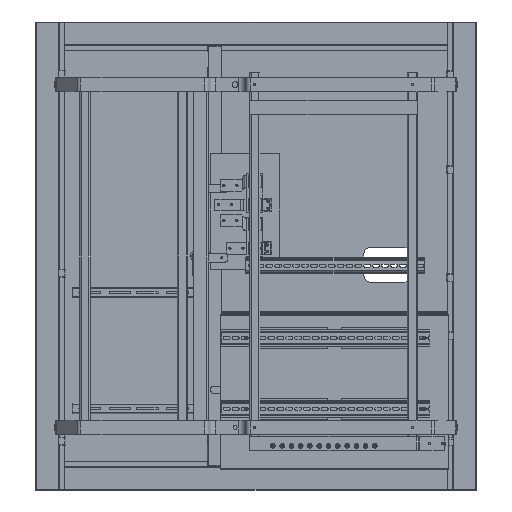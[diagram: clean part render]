
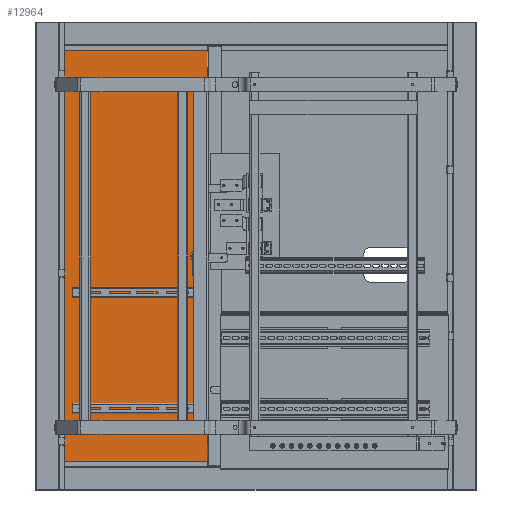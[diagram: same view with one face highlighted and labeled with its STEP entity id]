
A CAD part, left-side view. The second image highlights one B-rep face of the part: STEP entity #12964.
In plain terms, the highlighted face is planar.
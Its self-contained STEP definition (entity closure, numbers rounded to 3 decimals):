
#365 = LINE ( 'NONE', #5207, #37952 ) ;
#3050 = EDGE_CURVE ( 'NONE', #18569, #38518, #53274, .T. ) ;
#3493 = CARTESIAN_POINT ( 'NONE',  ( -139., 455.149, -1. ) ) ;
#3921 = CARTESIAN_POINT ( 'NONE',  ( -122., 455.149, -1. ) ) ;
#4378 = EDGE_LOOP ( 'NONE', ( #13118, #24498, #11010, #61835 ) ) ;
#5207 = CARTESIAN_POINT ( 'NONE',  ( -139., 455.149, -1. ) ) ;
#7365 = ORIENTED_EDGE ( 'NONE', *, *, #33556, .F. ) ;
#9208 = EDGE_CURVE ( 'NONE', #38518, #19852, #9246, .T. ) ;
#9246 = LINE ( 'NONE', #30334, #50520 ) ;
#11010 = ORIENTED_EDGE ( 'NONE', *, *, #9208, .T. ) ;
#12611 = DIRECTION ( 'NONE',  ( 0., 0., 1. ) ) ;
#12964 = ADVANCED_FACE ( 'NONE', ( #13917, #39870 ), #60920, .F. ) ;
#13118 = ORIENTED_EDGE ( 'NONE', *, *, #32682, .T. ) ;
#13570 = DIRECTION ( 'NONE',  ( 0., 0., 1. ) ) ;
#13742 = VECTOR ( 'NONE', #21498, 1000. ) ;
#13917 = FACE_BOUND ( 'NONE', #4378, .T. ) ;
#14584 = CARTESIAN_POINT ( 'NONE',  ( 0., 0., -1. ) ) ;
#14925 = CARTESIAN_POINT ( 'NONE',  ( -161.7, 2.3, -1. ) ) ;
#14968 = DIRECTION ( 'NONE',  ( 1., 0., 0. ) ) ;
#16410 = ORIENTED_EDGE ( 'NONE', *, *, #55190, .F. ) ;
#16674 = VECTOR ( 'NONE', #50830, 1000. ) ;
#17036 = VERTEX_POINT ( 'NONE', #14925 ) ;
#18509 = CARTESIAN_POINT ( 'NONE',  ( 161.7, 2.3, -1. ) ) ;
#18569 = VERTEX_POINT ( 'NONE', #60611 ) ;
#19704 = CARTESIAN_POINT ( 'NONE',  ( 164., 900.7, -1. ) ) ;
#19852 = VERTEX_POINT ( 'NONE', #3921 ) ;
#21498 = DIRECTION ( 'NONE',  ( 1., 0., 0. ) ) ;
#21745 = DIRECTION ( 'NONE',  ( 0., -1., 0. ) ) ;
#24498 = ORIENTED_EDGE ( 'NONE', *, *, #3050, .T. ) ;
#25056 = CARTESIAN_POINT ( 'NONE',  ( -122., 447.851, -1. ) ) ;
#25933 = CIRCLE ( 'NONE', #57987, 9.25 ) ;
#26025 = DIRECTION ( 'NONE',  ( 0., 0., 1. ) ) ;
#28769 = ORIENTED_EDGE ( 'NONE', *, *, #52521, .F. ) ;
#29760 = LINE ( 'NONE', #19704, #16674 ) ;
#29887 = VECTOR ( 'NONE', #41404, 1000. ) ;
#30225 = VERTEX_POINT ( 'NONE', #51684 ) ;
#30334 = CARTESIAN_POINT ( 'NONE',  ( -122., 455.149, -1. ) ) ;
#31135 = VERTEX_POINT ( 'NONE', #3493 ) ;
#31514 = CARTESIAN_POINT ( 'NONE',  ( 161.7, 2.3, -1. ) ) ;
#31620 = ORIENTED_EDGE ( 'NONE', *, *, #41997, .F. ) ;
#32123 = EDGE_LOOP ( 'NONE', ( #31620, #7365, #28769, #16410 ) ) ;
#32682 = EDGE_CURVE ( 'NONE', #31135, #18569, #365, .T. ) ;
#32926 = LINE ( 'NONE', #38127, #13742 ) ;
#33556 = EDGE_CURVE ( 'NONE', #17036, #35970, #32926, .T. ) ;
#34669 = DIRECTION ( 'NONE',  ( 1., 0., 0. ) ) ;
#34761 = CARTESIAN_POINT ( 'NONE',  ( -161.7, 900.7, -1. ) ) ;
#35970 = VERTEX_POINT ( 'NONE', #31514 ) ;
#36211 = LINE ( 'NONE', #46565, #29887 ) ;
#37952 = VECTOR ( 'NONE', #21745, 1000. ) ;
#38127 = CARTESIAN_POINT ( 'NONE',  ( -161.7, 2.3, -1. ) ) ;
#38518 = VERTEX_POINT ( 'NONE', #25056 ) ;
#39654 = DIRECTION ( 'NONE',  ( 0., 1., 0. ) ) ;
#39870 = FACE_OUTER_BOUND ( 'NONE', #32123, .T. ) ;
#41188 = AXIS2_PLACEMENT_3D ( 'NONE', #59959, #12611, #14968 ) ;
#41404 = DIRECTION ( 'NONE',  ( 0., -1., 0. ) ) ;
#41997 = EDGE_CURVE ( 'NONE', #35970, #30225, #65859, .T. ) ;
#46095 = CARTESIAN_POINT ( 'NONE',  ( -130.5, 451.5, -1. ) ) ;
#46565 = CARTESIAN_POINT ( 'NONE',  ( -161.7, 903., -1. ) ) ;
#46760 = VECTOR ( 'NONE', #39654, 1000. ) ;
#50520 = VECTOR ( 'NONE', #62441, 1000. ) ;
#50830 = DIRECTION ( 'NONE',  ( -1., 0., 0. ) ) ;
#51684 = CARTESIAN_POINT ( 'NONE',  ( 161.7, 900.7, -1. ) ) ;
#52521 = EDGE_CURVE ( 'NONE', #54010, #17036, #36211, .T. ) ;
#53274 = CIRCLE ( 'NONE', #41188, 9.25 ) ;
#54010 = VERTEX_POINT ( 'NONE', #34761 ) ;
#55190 = EDGE_CURVE ( 'NONE', #30225, #54010, #29760, .T. ) ;
#57987 = AXIS2_PLACEMENT_3D ( 'NONE', #46095, #26025, #67141 ) ;
#59959 = CARTESIAN_POINT ( 'NONE',  ( -130.5, 451.5, -1. ) ) ;
#60611 = CARTESIAN_POINT ( 'NONE',  ( -139., 447.851, -1. ) ) ;
#60920 = PLANE ( 'NONE',  #67419 ) ;
#61835 = ORIENTED_EDGE ( 'NONE', *, *, #67692, .T. ) ;
#62441 = DIRECTION ( 'NONE',  ( 0., 1., 0. ) ) ;
#65859 = LINE ( 'NONE', #18509, #46760 ) ;
#67141 = DIRECTION ( 'NONE',  ( 1., 0., 0. ) ) ;
#67419 = AXIS2_PLACEMENT_3D ( 'NONE', #14584, #13570, #34669 ) ;
#67692 = EDGE_CURVE ( 'NONE', #19852, #31135, #25933, .T. ) ;
